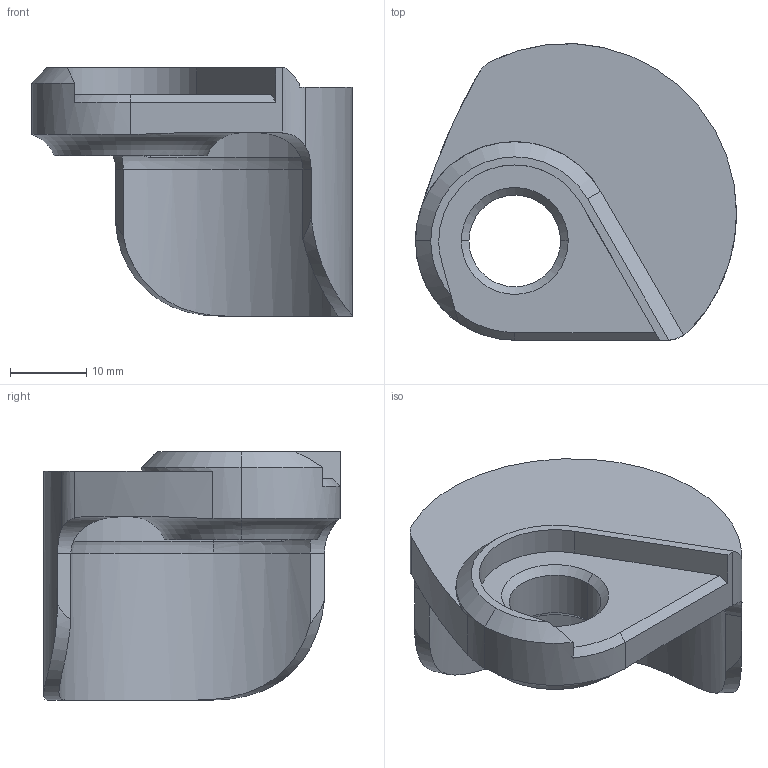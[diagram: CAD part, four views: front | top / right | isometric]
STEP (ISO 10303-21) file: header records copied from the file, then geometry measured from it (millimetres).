
FILE_DESCRIPTION (( 'STEP AP214' ), '1' );
FILE_NAME ('DR2072bL.STEP', '2023-06-28T14:09:05', ( '' ), ( '' ), 'SwSTEP 2.0', 'SolidWorks 2022', '' );
FILE_SCHEMA (( 'AUTOMOTIVE_DESIGN' ));
Length unit declared in the file: millimetre
Products named in the file (1): DR2072bL
Bounding box: 42.05 x 38.84 x 32.5 mm (x, y, z)
Volume: 9396.4 mm3; surface area: 6706.1 mm2
Topology: 1 solids, 1 shells, 65 faces, 164 edges, 101 vertices
Faces by surface type: cylinder 27, plane 17, torus 14, cone 7
Entity records: 2191 total; most frequent: CARTESIAN_POINT 583, DIRECTION 349, ORIENTED_EDGE 328, EDGE_CURVE 164, AXIS2_PLACEMENT_3D 145, VERTEX_POINT 101, CIRCLE 79, EDGE_LOOP 67
